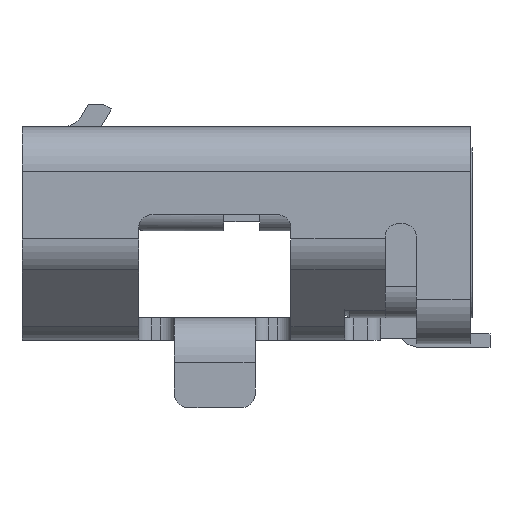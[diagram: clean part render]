
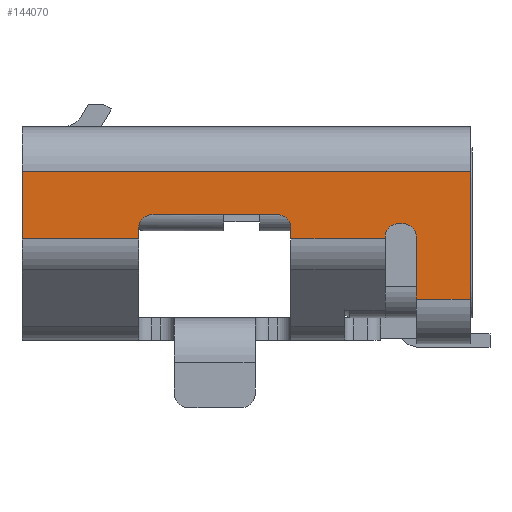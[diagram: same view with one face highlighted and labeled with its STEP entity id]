
A CAD part, left-side view. The second image highlights one B-rep face of the part: STEP entity #144070.
In plain terms, the highlighted planar face has unit normal (-1, 0, 0).
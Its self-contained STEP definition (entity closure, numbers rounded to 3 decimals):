
#138210=CARTESIAN_POINT('',(-3.7,-0.5,
-0.075));
#138220=VERTEX_POINT('',#138210);
#138250=CARTESIAN_POINT('',(-3.7,-0.5,
0.044));
#138260=DIRECTION('',(0.,0.,-1.));
#138270=VECTOR('',#138260,0.119);
#138280=LINE('',#138250,#138270);
#138290=CARTESIAN_POINT('',(-3.7,-0.5,
0.044));
#138300=VERTEX_POINT('',#138290);
#138310=EDGE_CURVE('',#138300,#138220,#138280,.T.);
#138490=CARTESIAN_POINT('',(-3.7,-0.65,
-0.075));
#138500=DIRECTION('',(1.,0.,0.));
#138510=DIRECTION('',(0.,0.,-1.));
#138520=AXIS2_PLACEMENT_3D('',#138490,#138500,#138510);
#138530=CIRCLE('',#138520,0.15);
#138540=CARTESIAN_POINT('',(-3.7,-0.65,-0.225)
);
#138550=VERTEX_POINT('',#138540);
#138560=EDGE_CURVE('',#138550,#138220,#138530,.T.);
#140720=CARTESIAN_POINT('',(-3.7,-3.5,-0.705))
;
#140730=VERTEX_POINT('',#140720);
#140760=CARTESIAN_POINT('',(-3.7,-3.5,-0.63));
#140770=DIRECTION('',(0.,0.,1.));
#140780=VECTOR('',#140770,1.);
#140790=LINE('',#140760,#140780);
#140800=CARTESIAN_POINT('',(-3.7,-3.5,
0.044));
#140810=VERTEX_POINT('',#140800);
#140820=EDGE_CURVE('',#140730,#140810,#140790,.T.);
#141810=CARTESIAN_POINT('',(-3.7,1.5,-0.705));
#141820=VERTEX_POINT('',#141810);
#141850=CARTESIAN_POINT('',(-3.7,-3.5,-0.705))
;
#141860=DIRECTION('',(0.,1.,0.));
#141870=VECTOR('',#141860,1.);
#141880=LINE('',#141850,#141870);
#141890=EDGE_CURVE('',#140730,#141820,#141880,.T.);
#143010=CARTESIAN_POINT('',(-3.7,-3.5,
0.044));
#143020=DIRECTION('',(1.,-0.,0.));
#143030=DIRECTION('',(0.,0.,-1.));
#143040=AXIS2_PLACEMENT_3D('',#143010,#143020,#143030);
#143050=PLANE('',#143040);
#143060=ORIENTED_EDGE('',*,*,#138560,.T.);
#143070=CARTESIAN_POINT('',(-3.7,-0.65,-0.225)
);
#143080=DIRECTION('',(0.,-1.,0.));
#143090=VECTOR('',#143080,1.4);
#143100=LINE('',#143070,#143090);
#143110=CARTESIAN_POINT('',(-3.7,-2.05,-0.225))
;
#143120=VERTEX_POINT('',#143110);
#143130=EDGE_CURVE('',#138550,#143120,#143100,.T.);
#143140=ORIENTED_EDGE('',*,*,#143130,.F.);
#143150=CARTESIAN_POINT('',(-3.7,-2.05,
-0.075));
#143160=DIRECTION('',(1.,0.,0.));
#143170=DIRECTION('',(0.,-1.,0.));
#143180=AXIS2_PLACEMENT_3D('',#143150,#143160,#143170);
#143190=CIRCLE('',#143180,0.15);
#143200=CARTESIAN_POINT('',(-3.7,-2.2,
-0.075));
#143210=VERTEX_POINT('',#143200);
#143220=EDGE_CURVE('',#143210,#143120,#143190,.T.);
#143230=ORIENTED_EDGE('',*,*,#143220,.T.);
#143240=CARTESIAN_POINT('',(-3.7,-2.2,
0.044));
#143250=DIRECTION('',(0.,0.,-1.));
#143260=VECTOR('',#143250,0.119);
#143270=LINE('',#143240,#143260);
#143280=CARTESIAN_POINT('',(-3.7,-2.2,
0.044));
#143290=VERTEX_POINT('',#143280);
#143300=EDGE_CURVE('',#143290,#143210,#143270,.T.);
#143310=ORIENTED_EDGE('',*,*,#143300,.T.);
#143320=CARTESIAN_POINT('',(-3.7,-3.5,
0.044));
#143330=DIRECTION('',(0.,1.,0.));
#143340=VECTOR('',#143330,1.);
#143350=LINE('',#143320,#143340);
#143360=EDGE_CURVE('',#140810,#143290,#143350,.T.);
#143370=ORIENTED_EDGE('',*,*,#143360,.T.);
#143380=ORIENTED_EDGE('',*,*,#140820,.T.);
#143390=ORIENTED_EDGE('',*,*,#141890,.F.);
#143400=CARTESIAN_POINT('',(-3.7,1.5,0.715));
#143410=DIRECTION('',(0.,0.,-1.));
#143420=VECTOR('',#143410,1.42);
#143430=LINE('',#143400,#143420);
#143440=CARTESIAN_POINT('',(-3.7,1.5,0.715));
#143450=VERTEX_POINT('',#143440);
#143460=EDGE_CURVE('',#143450,#141820,#143430,.T.);
#143470=ORIENTED_EDGE('',*,*,#143460,.T.);
#143480=CARTESIAN_POINT('',(-3.7,1.5,0.715));
#143490=DIRECTION('',(0.,-1.,0.));
#143500=VECTOR('',#143490,0.6);
#143510=LINE('',#143480,#143500);
#143520=CARTESIAN_POINT('',(-3.7,0.9,0.715));
#143530=VERTEX_POINT('',#143520);
#143540=EDGE_CURVE('',#143450,#143530,#143510,.T.);
#143550=ORIENTED_EDGE('',*,*,#143540,.F.);
#143560=CARTESIAN_POINT('',(-3.7,0.9,
0.025));
#143570=DIRECTION('',(0.,0.,1.));
#143580=VECTOR('',#143570,0.69);
#143590=LINE('',#143560,#143580);
#143600=CARTESIAN_POINT('',(-3.7,0.9,
0.025));
#143610=VERTEX_POINT('',#143600);
#143620=EDGE_CURVE('',#143610,#143530,#143590,.T.);
#143630=ORIENTED_EDGE('',*,*,#143620,.T.);
#143640=CARTESIAN_POINT('',(-3.7,0.75,
0.025));
#143650=DIRECTION('',(1.,0.,0.));
#143660=DIRECTION('',(0.,0.,-1.));
#143670=AXIS2_PLACEMENT_3D('',#143640,#143650,#143660);
#143680=CIRCLE('',#143670,0.15);
#143690=CARTESIAN_POINT('',(-3.7,0.75,-0.125))
;
#143700=VERTEX_POINT('',#143690);
#143710=EDGE_CURVE('',#143700,#143610,#143680,.T.);
#143720=ORIENTED_EDGE('',*,*,#143710,.T.);
#143730=CARTESIAN_POINT('',(-3.7,0.75,-0.125))
;
#143740=DIRECTION('',(0.,-1.,0.));
#143750=VECTOR('',#143740,0.05);
#143760=LINE('',#143730,#143750);
#143770=CARTESIAN_POINT('',(-3.7,0.7,-0.125))
;
#143780=VERTEX_POINT('',#143770);
#143790=EDGE_CURVE('',#143700,#143780,#143760,.T.);
#143800=ORIENTED_EDGE('',*,*,#143790,.F.);
#143810=CARTESIAN_POINT('',(-3.7,0.7,
0.025));
#143820=DIRECTION('',(1.,0.,0.));
#143830=DIRECTION('',(0.,-1.,0.));
#143840=AXIS2_PLACEMENT_3D('',#143810,#143820,#143830);
#143850=CIRCLE('',#143840,0.15);
#143860=CARTESIAN_POINT('',(-3.7,0.55,
0.025));
#143870=VERTEX_POINT('',#143860);
#143880=EDGE_CURVE('',#143870,#143780,#143850,.T.);
#143890=ORIENTED_EDGE('',*,*,#143880,.T.);
#143900=CARTESIAN_POINT('',(-3.7,0.55,
0.044));
#143910=DIRECTION('',(-0.,0.,-1.));
#143920=VECTOR('',#143910,0.019);
#143930=LINE('',#143900,#143920);
#143940=CARTESIAN_POINT('',(-3.7,0.55,
0.044));
#143950=VERTEX_POINT('',#143940);
#143960=EDGE_CURVE('',#143950,#143870,#143930,.T.);
#143970=ORIENTED_EDGE('',*,*,#143960,.T.);
#143980=CARTESIAN_POINT('',(-3.7,-3.5,
0.044));
#143990=DIRECTION('',(0.,1.,0.));
#144000=VECTOR('',#143990,1.);
#144010=LINE('',#143980,#144000);
#144020=EDGE_CURVE('',#138300,#143950,#144010,.T.);
#144030=ORIENTED_EDGE('',*,*,#144020,.T.);
#144040=ORIENTED_EDGE('',*,*,#138310,.F.);
#144050=EDGE_LOOP('',(#144040,#144030,#143970,#143890,#143800,#143720,
#143630,#143550,#143470,#143390,#143380,#143370,#143310,#143230,#143140,
#143060));
#144060=FACE_OUTER_BOUND('',#144050,.T.);
#144070=ADVANCED_FACE('',(#144060),#143050,.F.);
